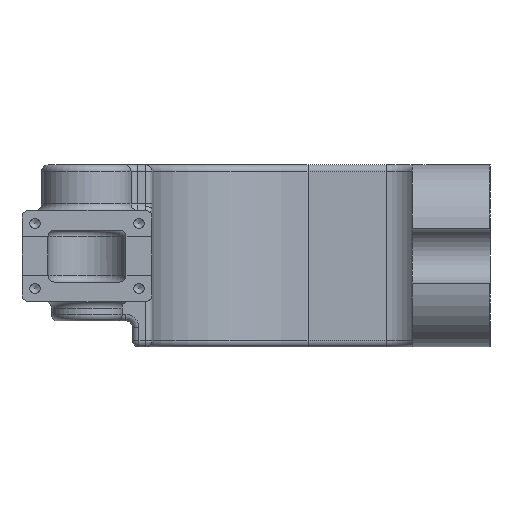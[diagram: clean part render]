
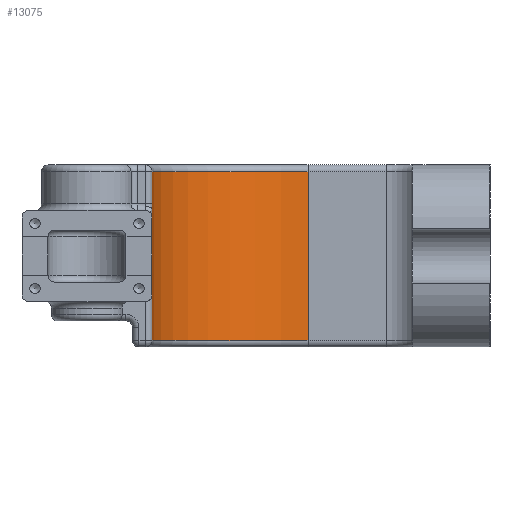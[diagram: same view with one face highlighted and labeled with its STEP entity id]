
A CAD part, left-side view. The second image highlights one B-rep face of the part: STEP entity #13075.
In plain terms, the highlighted cylindrical face has radius 76.2 mm (diameter 152.4 mm), a partial arc.
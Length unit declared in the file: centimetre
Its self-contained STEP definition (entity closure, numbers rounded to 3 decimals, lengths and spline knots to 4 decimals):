
#1835=LINE('',#22825,#3165);
#1843=LINE('',#22879,#3173);
#1899=LINE('',#23455,#3229);
#1912=LINE('',#23547,#3242);
#3165=VECTOR('',#16154,1.);
#3173=VECTOR('',#16196,1.);
#3229=VECTOR('',#16476,1.);
#3242=VECTOR('',#16581,1.);
#3389=CYLINDRICAL_SURFACE('',#13851,7.62);
#4064=FACE_OUTER_BOUND('',#4843,.T.);
#4843=EDGE_LOOP('',(#11956,#11957,#11958,#11959,#11960,#11961));
#5382=CIRCLE('',#13745,7.62);
#5420=CIRCLE('',#13810,7.62);
#6525=VERTEX_POINT('',#22822);
#6526=VERTEX_POINT('',#22824);
#6537=VERTEX_POINT('',#22878);
#6582=VERTEX_POINT('',#23133);
#6623=VERTEX_POINT('',#23454);
#6625=VERTEX_POINT('',#23460);
#8265=EDGE_CURVE('',#6525,#6526,#1835,.T.);
#8284=EDGE_CURVE('',#6526,#6537,#1843,.T.);
#8357=EDGE_CURVE('',#6582,#6525,#5382,.T.);
#8424=EDGE_CURVE('',#6537,#6623,#1899,.T.);
#8430=EDGE_CURVE('',#6623,#6625,#5420,.T.);
#8467=EDGE_CURVE('',#6582,#6625,#1912,.T.);
#11956=ORIENTED_EDGE('',*,*,#8357,.F.);
#11957=ORIENTED_EDGE('',*,*,#8467,.T.);
#11958=ORIENTED_EDGE('',*,*,#8430,.F.);
#11959=ORIENTED_EDGE('',*,*,#8424,.F.);
#11960=ORIENTED_EDGE('',*,*,#8284,.F.);
#11961=ORIENTED_EDGE('',*,*,#8265,.F.);
#13075=ADVANCED_FACE('',(#4064),#3389,.F.);
#13745=AXIS2_PLACEMENT_3D('',#23140,#16333,#16334);
#13810=AXIS2_PLACEMENT_3D('',#23466,#16488,#16489);
#13851=AXIS2_PLACEMENT_3D('',#23548,#16582,#16583);
#16154=DIRECTION('',(0.,0.,1.));
#16196=DIRECTION('',(0.,0.,1.));
#16333=DIRECTION('center_axis',(0.,0.,1.));
#16334=DIRECTION('ref_axis',(0.707,0.707,0.));
#16476=DIRECTION('',(0.,0.,1.));
#16488=DIRECTION('center_axis',(0.,0.,-1.));
#16489=DIRECTION('ref_axis',(0.707,0.707,0.));
#16581=DIRECTION('',(0.,0.,1.));
#16582=DIRECTION('center_axis',(0.,0.,1.));
#16583=DIRECTION('ref_axis',(1.,0.,0.));
#22822=CARTESIAN_POINT('',(4.1275,16.51,0.3175));
#22824=CARTESIAN_POINT('',(4.1275,16.51,2.54));
#22825=CARTESIAN_POINT('',(4.1275,16.51,0.));
#22878=CARTESIAN_POINT('',(4.1275,16.51,6.985));
#22879=CARTESIAN_POINT('',(4.1275,16.51,0.));
#23133=CARTESIAN_POINT('',(11.7475,8.89,0.3175));
#23140=CARTESIAN_POINT('Origin',(4.1275,8.89,0.3175));
#23454=CARTESIAN_POINT('',(4.1275,16.51,8.5725));
#23455=CARTESIAN_POINT('',(4.1275,16.51,0.));
#23460=CARTESIAN_POINT('',(11.7475,8.89,8.5725));
#23466=CARTESIAN_POINT('Origin',(4.1275,8.89,8.5725));
#23547=CARTESIAN_POINT('',(11.7475,8.89,0.));
#23548=CARTESIAN_POINT('Origin',(4.1275,8.89,0.));
